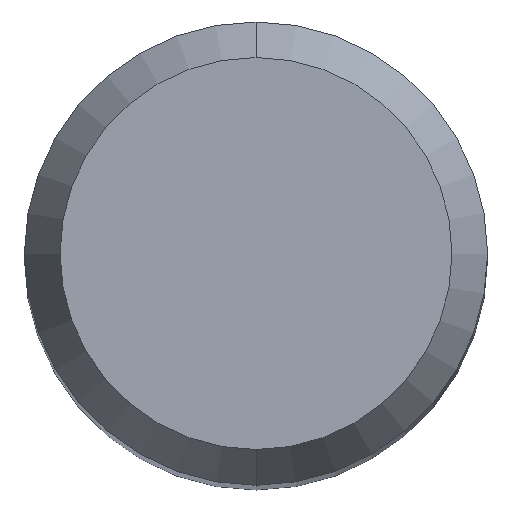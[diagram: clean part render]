
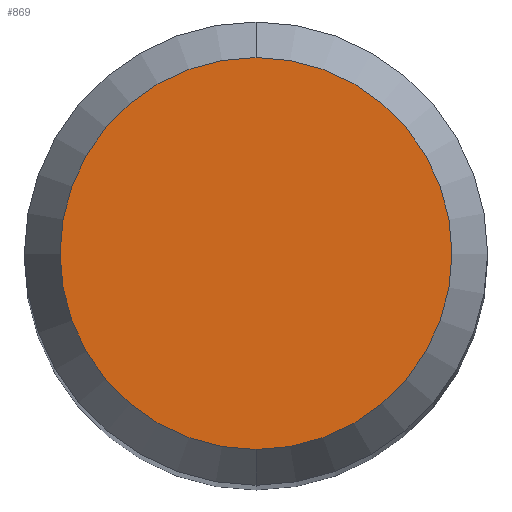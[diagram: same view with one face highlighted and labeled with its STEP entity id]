
A CAD part, top view. The second image highlights one B-rep face of the part: STEP entity #869.
In plain terms, the highlighted planar face has unit normal (0, 0, 1).
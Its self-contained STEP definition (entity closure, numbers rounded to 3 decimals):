
#555=VERTEX_POINT('',#1358);
#573=EDGE_CURVE('',#555,#1001,#1377,.T.);
#869=ADVANCED_FACE('',(#1700),#1701,.T.);
#1001=VERTEX_POINT('',#1845);
#1073=EDGE_CURVE('',#1001,#555,#1927,.T.);
#1358=CARTESIAN_POINT('',(0.,-2.538,0.0));
#1377=CIRCLE('',#2584,2.538);
#1700=FACE_OUTER_BOUND('',#4240,.T.);
#1701=PLANE('',#4241);
#1845=CARTESIAN_POINT('',(0.0,2.538,0.0));
#1927=CIRCLE('',#4800,2.538);
#2584=AXIS2_PLACEMENT_3D('',#5462,#5463,#5464);
#4240=EDGE_LOOP('',(#5792,#5793));
#4241=AXIS2_PLACEMENT_3D('',#5794,#5795,#5796);
#4800=AXIS2_PLACEMENT_3D('',#6070,#6071,#6072);
#5462=CARTESIAN_POINT('',(0.0,0.0,0.0));
#5463=DIRECTION('',(0.0,0.0,-1.0));
#5464=DIRECTION('',(0.0,1.0,0.0));
#5792=ORIENTED_EDGE('',*,*,#1073,.F.);
#5793=ORIENTED_EDGE('',*,*,#573,.F.);
#5794=CARTESIAN_POINT('',(0.0,1.269,0.0));
#5795=DIRECTION('',(-0.0,0.0,1.0));
#5796=DIRECTION('',(0.0,-1.0,0.0));
#6070=CARTESIAN_POINT('',(0.0,0.0,0.0));
#6071=DIRECTION('',(0.0,0.0,-1.0));
#6072=DIRECTION('',(0.0,1.0,0.0));
